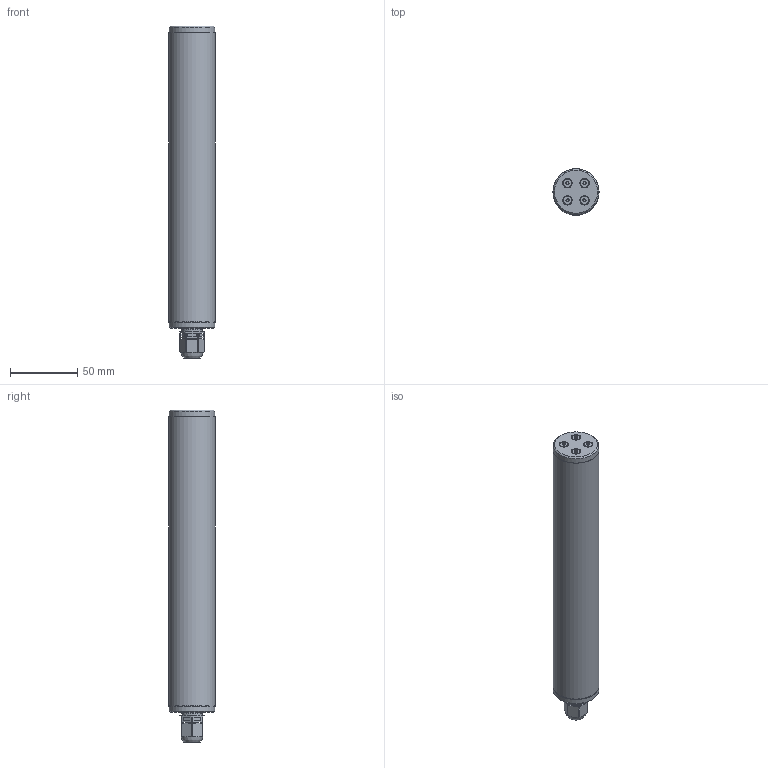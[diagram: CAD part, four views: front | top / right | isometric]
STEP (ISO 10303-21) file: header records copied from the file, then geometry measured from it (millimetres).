
FILE_DESCRIPTION(/* description */ (''),/* implementation_level */ '2;1');
FILE_NAME(/* name */ '104970_LED04-W.stp',/* time_stamp */ '2022-10-26T16:06:33+02:00',/* author */ ('CAD'),/* organization */ (''),/* preprocessor_version */ 'ST-DEVELOPER v15.6',/* originating_system */ 'Autodesk Inventor 2015',/* authorisation */ '');
FILE_SCHEMA (('AUTOMOTIVE_DESIGN { 1 0 10303 214 3 1 1 }'));
Length unit declared in the file: millimetre
Products named in the file (1): 104970_LED04-W_Shrinkwrap_1
Bounding box: 34.2 x 34.2 x 246.4 mm (x, y, z)
Surface area: 28021.4 mm2 (no closed solid volume)
Topology: 0 solids, 32 shells, 85 faces, 741 edges, 676 vertices
Faces by surface type: plane 64, cone 12, cylinder 7, bspline 1, torus 1
Full cylindrical faces by diameter (mm): 7.3 x1, 15 x1, 16 x1, 18 x1, 34 x2, 34.2 x1
Entity records: 7207 total; most frequent: CARTESIAN_POINT 1753, DIRECTION 1176, ORIENTED_EDGE 807, EDGE_CURVE 725, VERTEX_POINT 674, AXIS2_PLACEMENT_3D 431, CIRCLE 346, LINE 314
